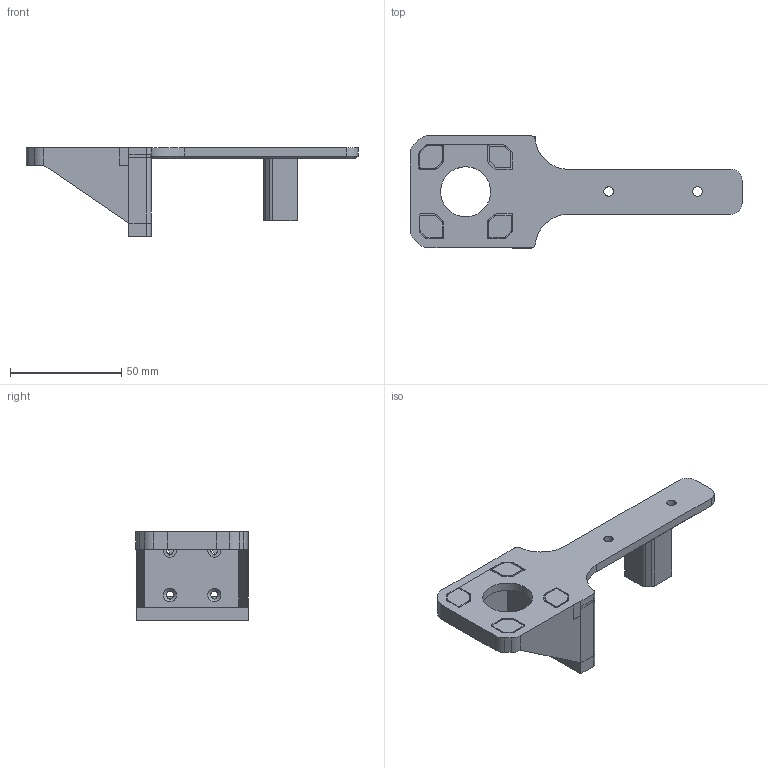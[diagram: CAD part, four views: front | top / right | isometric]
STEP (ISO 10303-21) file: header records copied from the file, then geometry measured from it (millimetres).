
FILE_DESCRIPTION(/* description */ (''),/* implementation_level */ '2;1');
FILE_NAME(/* name */ 'WoodWorker - Motor Side X rail mount.step',/* time_stamp */ '2025-05-18T20:11:45-04:00',/* author */ (''),/* organization */ (''),/* preprocessor_version */ 'ST-DEVELOPER v20.1',/* originating_system */ 'Autodesk Translation Framework v14.4.0.0',/* authorisation */ '');
FILE_SCHEMA (('AUTOMOTIVE_DESIGN { 1 0 10303 214 3 1 1 }'));
Length unit declared in the file: millimetre
Products named in the file (2): x Axis Mount outside Rail; Usable Carraige Cover
Assembly tree (1 placements, depth 2):
  x Axis Mount outside Rail
    Usable Carraige Cover
Bounding box: 149.36 x 50.45 x 40 mm (x, y, z)
Volume: 44247.7 mm3; surface area: 26700.3 mm2
Topology: 14 solids, 14 shells, 342 faces, 908 edges, 596 vertices
Faces by surface type: plane 241, cylinder 93, cone 8
Full cylindrical faces by diameter (mm): 3.5 x4, 4.25 x2, 4.3 x3, 22.5 x1
Entity records: 10682 total; most frequent: CARTESIAN_POINT 1879, ORIENTED_EDGE 1816, DIRECTION 1792, EDGE_CURVE 908, LINE 690, VECTOR 690, VERTEX_POINT 596, AXIS2_PLACEMENT_3D 551
